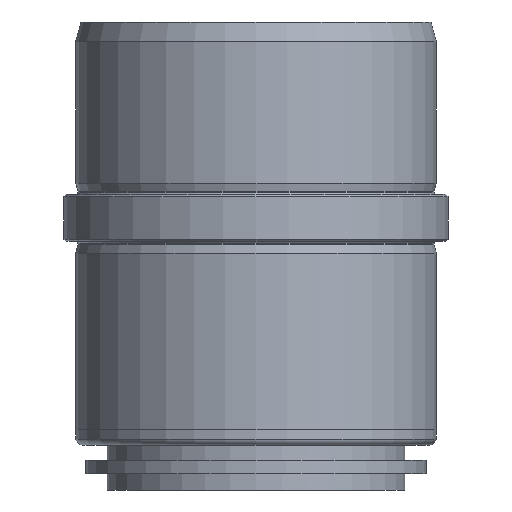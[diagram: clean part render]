
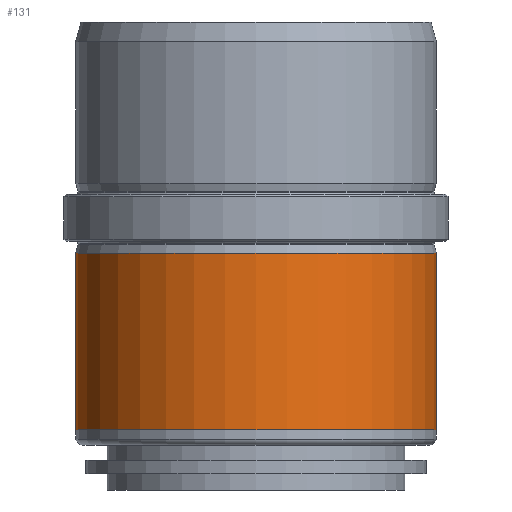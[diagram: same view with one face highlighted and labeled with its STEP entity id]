
A CAD part, front view. The second image highlights one B-rep face of the part: STEP entity #131.
In plain terms, the highlighted cylindrical face has radius 23 mm (diameter 46 mm), a full revolution.
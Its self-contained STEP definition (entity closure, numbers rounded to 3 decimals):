
#131=ADVANCED_FACE('',(#318,#319),#320,.T.);
#171=EDGE_CURVE('',#387,#387,#388,.T.);
#191=EDGE_CURVE('',#417,#417,#418,.T.);
#318=FACE_OUTER_BOUND('',#569,.T.);
#319=FACE_OUTER_BOUND('',#570,.T.);
#320=CYLINDRICAL_SURFACE('',#571,23.0);
#387=VERTEX_POINT('',#650);
#388=CIRCLE('',#651,23.0);
#417=VERTEX_POINT('',#690);
#418=CIRCLE('',#691,23.0);
#569=EDGE_LOOP('',(#872));
#570=EDGE_LOOP('',(#873));
#571=AXIS2_PLACEMENT_3D('',#874,#875,#876);
#650=CARTESIAN_POINT('',(23.0,0.0,62.5));
#651=AXIS2_PLACEMENT_3D('',#958,#959,#960);
#690=CARTESIAN_POINT('',(23.0,0.0,40.0));
#691=AXIS2_PLACEMENT_3D('',#988,#989,#990);
#872=ORIENTED_EDGE('',*,*,#191,.T.);
#873=ORIENTED_EDGE('',*,*,#171,.T.);
#874=CARTESIAN_POINT('',(0.0,0.0,54.0));
#875=DIRECTION('',(0.0,0.0,-1.0));
#876=DIRECTION('',(1.0,0.0,0.0));
#958=CARTESIAN_POINT('',(0.0,0.0,62.5));
#959=DIRECTION('',(0.0,0.0,-1.0));
#960=DIRECTION('',(1.0,0.0,0.0));
#988=CARTESIAN_POINT('',(0.0,0.0,40.0));
#989=DIRECTION('',(0.0,0.0,1.0));
#990=DIRECTION('',(1.0,0.0,0.0));
